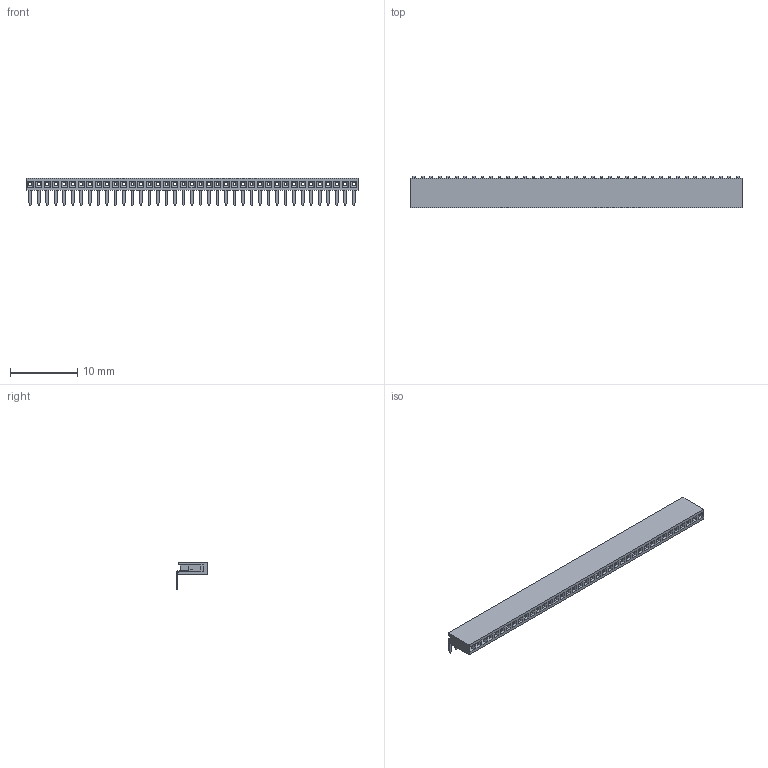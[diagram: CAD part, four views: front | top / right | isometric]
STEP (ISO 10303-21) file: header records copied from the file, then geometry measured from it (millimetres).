
FILE_DESCRIPTION(('STEP AP214'), '1');
FILE_NAME('PBS1.27-R', '', ('UNSPECIFIED'), ('UNSPECIFIED'), 'ASCON STEP Converter 1.6', 'ASCON Math Kernel', '');
FILE_SCHEMA(('AUTOMOTIVE_DESIGN { 1 0 10303 214 3 1 1}'));
Length unit declared in the file: millimetre
Bounding box: 49.53 x 4.7 x 4.1 mm (x, y, z)
Volume: 281.9 mm3; surface area: 1975.6 mm2
Topology: 40 solids, 40 shells, 2311 faces, 6225 edges, 3994 vertices
Faces by surface type: plane 1960, cylinder 351
Entity records: 89835 total; most frequent: CARTESIAN_POINT 12531, ORIENTED_EDGE 12450, DIRECTION 11551, EDGE_CURVE 6225, LINE 5523, VECTOR 5523, VERTEX_POINT 3994, AXIS2_PLACEMENT_3D 3014
